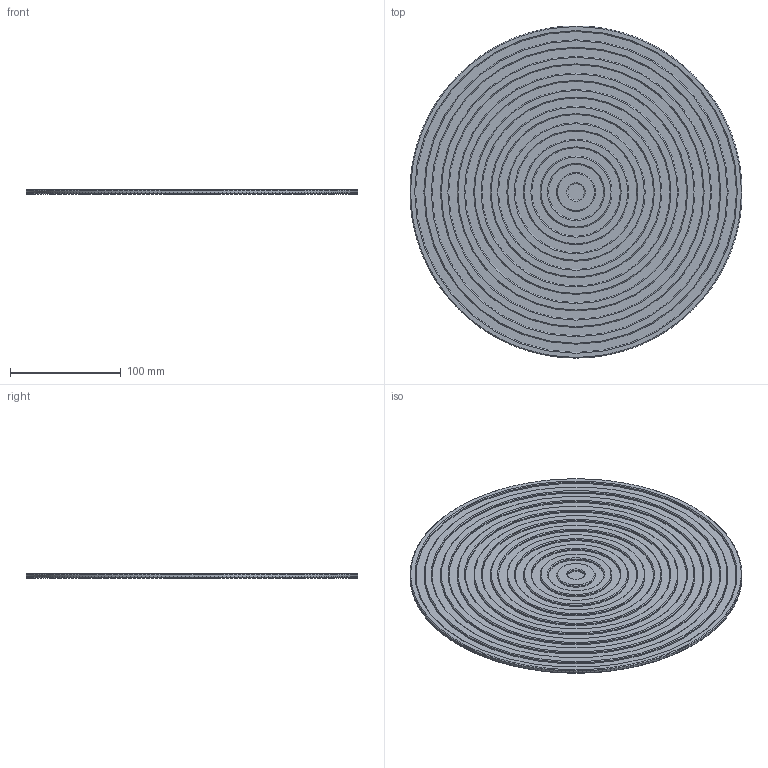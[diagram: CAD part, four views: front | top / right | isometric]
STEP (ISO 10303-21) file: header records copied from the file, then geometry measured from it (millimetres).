
FILE_DESCRIPTION(/* description */ ('','CAx-IF Rec.Pracs.---Representation and Presentation of Product Manufacturing Information (PMI)---4.0---2014-10-13'),/* implementation_level */ '2;1');
FILE_NAME(/* name */ 'SolarSystemRound-30cm v7.step',/* time_stamp */ '2025-01-04T19:38:56+08:00',/* author */ (''),/* organization */ (''),/* preprocessor_version */ 'ST-DEVELOPER v20',/* originating_system */ 'Autodesk Translation Framework v13.20.0.188',/* authorisation */ '');
FILE_SCHEMA (('AP242_MANAGED_MODEL_BASED_3D_ENGINEERING_MIM_LF { 1 0 10303 442 1 1 4 }'));
Length unit declared in the file: millimetre
Products named in the file (1): SolarSystemRound-30cm
Bounding box: 300 x 300 x 4 mm (x, y, z)
Volume: 209927.1 mm3; surface area: 158408.8 mm2
Topology: 1 solids, 1 shells, 827 faces, 1887 edges, 1081 vertices
Faces by surface type: plane 789, cone 19, cylinder 19
Full cylindrical faces by diameter (mm): 15 x1, 35 x1, 50 x1, 65 x1, 80 x1, 95 x1, 110 x1, 125 x1, 140 x1, 155 x1, 170 x1, 185 x1, 200 x1, 215 x1, 230 x1, 245 x1, 260 x1, 275 x1, 290 x1
Entity records: 22123 total; most frequent: CARTESIAN_POINT 3796, ORIENTED_EDGE 3774, DIRECTION 3600, EDGE_CURVE 1887, LINE 1830, VECTOR 1830, VERTEX_POINT 1081, AXIS2_PLACEMENT_3D 885
